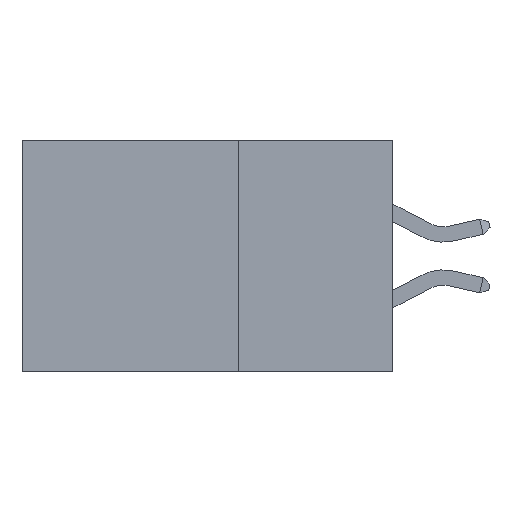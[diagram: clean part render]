
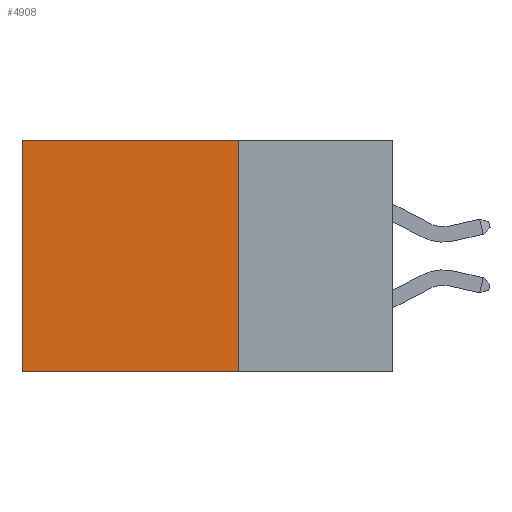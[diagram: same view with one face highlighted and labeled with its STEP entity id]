
A CAD part, left-side view. The second image highlights one B-rep face of the part: STEP entity #4908.
In plain terms, the highlighted planar face has unit normal (-1, 0, 0).
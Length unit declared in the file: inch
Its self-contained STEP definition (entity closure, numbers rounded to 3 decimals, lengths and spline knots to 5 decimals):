
#536 = AXIS2_PLACEMENT_3D ( 'NONE', #16778, #10915, #10843 ) ;
#1208 = VECTOR ( 'NONE', #5165, 39.37008 ) ;
#1706 = CARTESIAN_POINT ( 'NONE',  ( 0.2875, 0.25, 0. ) ) ;
#1869 = VECTOR ( 'NONE', #18182, 39.37008 ) ;
#1914 = PLANE ( 'NONE',  #536 ) ;
#2563 = VERTEX_POINT ( 'NONE', #3026 ) ;
#2684 = LINE ( 'NONE', #1706, #9353 ) ;
#3026 = CARTESIAN_POINT ( 'NONE',  ( 0.2875, 0.6, -0.375 ) ) ;
#4535 = ORIENTED_EDGE ( 'NONE', *, *, #17459, .T. ) ;
#4889 = EDGE_CURVE ( 'NONE', #5448, #2563, #7384, .T. ) ;
#4908 = ADVANCED_FACE ( 'NONE', ( #6932 ), #1914, .F. ) ;
#5115 = CARTESIAN_POINT ( 'NONE',  ( 0.2875, 0.25, -0.375 ) ) ;
#5165 = DIRECTION ( 'NONE',  ( 0., 0., -1. ) ) ;
#5448 = VERTEX_POINT ( 'NONE', #5115 ) ;
#6932 = FACE_OUTER_BOUND ( 'NONE', #7105, .T. ) ;
#7105 = EDGE_LOOP ( 'NONE', ( #4535, #18611, #8167, #11291 ) ) ;
#7384 = LINE ( 'NONE', #16592, #1869 ) ;
#7411 = LINE ( 'NONE', #9579, #1208 ) ;
#7480 = VECTOR ( 'NONE', #12586, 39.37008 ) ;
#8167 = ORIENTED_EDGE ( 'NONE', *, *, #12175, .F. ) ;
#9090 = DIRECTION ( 'NONE',  ( 0., 1., 0. ) ) ;
#9353 = VECTOR ( 'NONE', #9090, 39.37008 ) ;
#9579 = CARTESIAN_POINT ( 'NONE',  ( 0.2875, 0.25, -0.375 ) ) ;
#10038 = EDGE_CURVE ( 'NONE', #16871, #10872, #2684, .T. ) ;
#10843 = DIRECTION ( 'NONE',  ( 0., 0., -1. ) ) ;
#10872 = VERTEX_POINT ( 'NONE', #18091 ) ;
#10915 = DIRECTION ( 'NONE',  ( 1., 0., 0. ) ) ;
#11212 = CARTESIAN_POINT ( 'NONE',  ( 0.2875, 0.25, 0. ) ) ;
#11291 = ORIENTED_EDGE ( 'NONE', *, *, #10038, .T. ) ;
#12175 = EDGE_CURVE ( 'NONE', #16871, #5448, #7411, .T. ) ;
#12586 = DIRECTION ( 'NONE',  ( 0., 0., -1. ) ) ;
#12709 = CARTESIAN_POINT ( 'NONE',  ( 0.2875, 0.6, -0.375 ) ) ;
#14391 = LINE ( 'NONE', #12709, #7480 ) ;
#16592 = CARTESIAN_POINT ( 'NONE',  ( 0.2875, 0.25, -0.375 ) ) ;
#16778 = CARTESIAN_POINT ( 'NONE',  ( 0.2875, 0.25, -0.375 ) ) ;
#16871 = VERTEX_POINT ( 'NONE', #11212 ) ;
#17459 = EDGE_CURVE ( 'NONE', #10872, #2563, #14391, .T. ) ;
#18091 = CARTESIAN_POINT ( 'NONE',  ( 0.2875, 0.6, 0. ) ) ;
#18182 = DIRECTION ( 'NONE',  ( 0., 1., 0. ) ) ;
#18611 = ORIENTED_EDGE ( 'NONE', *, *, #4889, .F. ) ;
